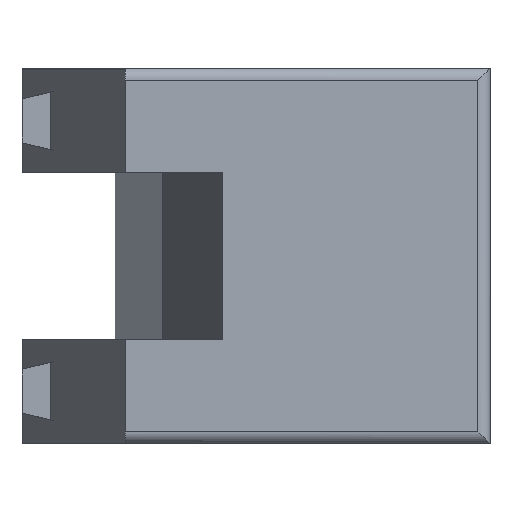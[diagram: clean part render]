
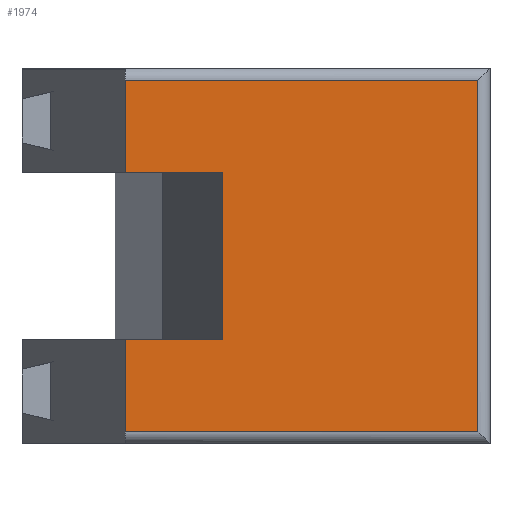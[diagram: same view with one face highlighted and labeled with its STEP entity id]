
A CAD part, left-side view. The second image highlights one B-rep face of the part: STEP entity #1974.
In plain terms, the highlighted planar face has unit normal (-1, 0, 0).
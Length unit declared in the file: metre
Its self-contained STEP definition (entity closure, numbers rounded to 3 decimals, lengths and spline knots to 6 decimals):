
#111=PLANE('',#2184);
#565=ORIENTED_EDGE('',*,*,#1005,.F.);
#566=ORIENTED_EDGE('',*,*,#1007,.F.);
#567=ORIENTED_EDGE('',*,*,#1008,.F.);
#568=ORIENTED_EDGE('',*,*,#1009,.T.);
#569=ORIENTED_EDGE('',*,*,#993,.T.);
#570=ORIENTED_EDGE('',*,*,#971,.T.);
#571=ORIENTED_EDGE('',*,*,#932,.F.);
#572=ORIENTED_EDGE('',*,*,#962,.T.);
#932=EDGE_CURVE('',#1189,#1190,#1351,.T.);
#962=EDGE_CURVE('',#1189,#1212,#1369,.T.);
#971=EDGE_CURVE('',#1216,#1190,#1371,.T.);
#993=EDGE_CURVE('',#1231,#1216,#1386,.F.);
#1005=EDGE_CURVE('',#1235,#1212,#1397,.T.);
#1007=EDGE_CURVE('',#1236,#1235,#1399,.T.);
#1008=EDGE_CURVE('',#1237,#1236,#1400,.T.);
#1009=EDGE_CURVE('',#1237,#1231,#1401,.T.);
#1189=VERTEX_POINT('',#3217);
#1190=VERTEX_POINT('',#3219);
#1212=VERTEX_POINT('',#3277);
#1216=VERTEX_POINT('',#3311);
#1231=VERTEX_POINT('',#3355);
#1235=VERTEX_POINT('',#3377);
#1236=VERTEX_POINT('',#3383);
#1237=VERTEX_POINT('',#3385);
#1351=LINE('',#3218,#1500);
#1369=LINE('',#3278,#1518);
#1371=LINE('',#3310,#1520);
#1386=LINE('',#3354,#1535);
#1397=LINE('',#3378,#1546);
#1399=LINE('',#3382,#1548);
#1400=LINE('',#3384,#1549);
#1401=LINE('',#3386,#1550);
#1500=VECTOR('',#2521,1.);
#1518=VECTOR('',#2577,1.);
#1520=VECTOR('',#2603,1.);
#1535=VECTOR('',#2646,1.);
#1546=VECTOR('',#2673,1.);
#1548=VECTOR('',#2679,1.);
#1549=VECTOR('',#2680,1.);
#1550=VECTOR('',#2681,1.);
#1674=EDGE_LOOP('',(#565,#566,#567,#568,#569,#570,#571,#572));
#1801=FACE_BOUND('',#1674,.T.);
#1974=ADVANCED_FACE('',(#1801),#111,.F.);
#2184=AXIS2_PLACEMENT_3D('',#3381,#2677,#2678);
#2521=DIRECTION('',(0.,0.,1.));
#2577=DIRECTION('',(0.,-1.,0.));
#2603=DIRECTION('',(0.,1.,0.));
#2646=DIRECTION('',(0.,0.,-1.));
#2673=DIRECTION('',(0.,0.,1.));
#2677=DIRECTION('',(1.,0.,0.));
#2678=DIRECTION('',(0.,1.,0.));
#2679=DIRECTION('',(0.,-1.,0.));
#2680=DIRECTION('',(0.,0.,1.));
#2681=DIRECTION('',(0.,-1.,0.));
#3217=CARTESIAN_POINT('',(0.,0.01485,0.0038));
#3218=CARTESIAN_POINT('',(0.,0.01485,0.007));
#3219=CARTESIAN_POINT('',(0.,0.01485,0.00755));
#3277=CARTESIAN_POINT('',(0.,0.0109,0.0038));
#3278=CARTESIAN_POINT('',(0.,0.013,0.0038));
#3310=CARTESIAN_POINT('',(0.,0.01505,0.00755));
#3311=CARTESIAN_POINT('',(0.,0.0005,0.00755));
#3354=CARTESIAN_POINT('',(0.,0.0005,0.007));
#3355=CARTESIAN_POINT('',(0.,0.0005,-0.00675));
#3377=CARTESIAN_POINT('',(0.,0.0109,-0.003));
#3378=CARTESIAN_POINT('',(0.,0.0109,0.007));
#3381=CARTESIAN_POINT('',(0.,0.013,0.007));
#3382=CARTESIAN_POINT('',(0.,0.013,-0.003));
#3383=CARTESIAN_POINT('',(0.,0.01485,-0.003));
#3384=CARTESIAN_POINT('',(0.,0.01485,0.0078));
#3385=CARTESIAN_POINT('',(0.,0.01485,-0.00675));
#3386=CARTESIAN_POINT('',(0.,0.013,-0.00675));
